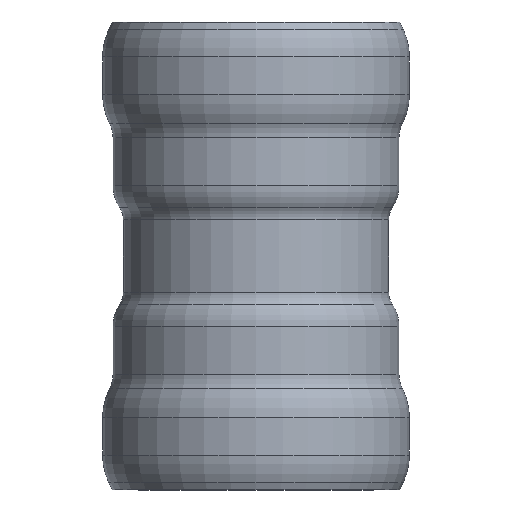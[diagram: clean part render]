
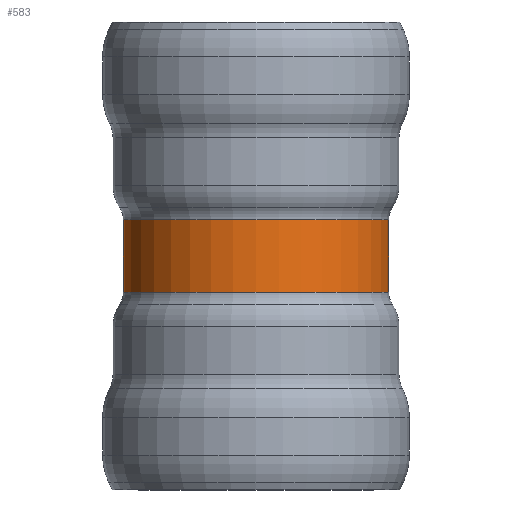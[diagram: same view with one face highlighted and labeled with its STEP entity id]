
A CAD part, front view. The second image highlights one B-rep face of the part: STEP entity #583.
In plain terms, the highlighted cylindrical face has radius 510 mm (diameter 1020 mm), a full revolution.
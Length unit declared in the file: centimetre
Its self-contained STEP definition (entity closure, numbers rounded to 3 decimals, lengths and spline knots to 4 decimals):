
#49=FACE_OUTER_BOUND('',#85,.T.);
#85=EDGE_LOOP('',(#389,#390,#391,#392,#393));
#121=LINE('',#994,#138);
#138=VECTOR('',#749,51.);
#157=CIRCLE('',#625,51.);
#158=CIRCLE('',#626,51.);
#159=CIRCLE('',#627,51.);
#235=VERTEX_POINT('',#991);
#236=VERTEX_POINT('',#993);
#237=VERTEX_POINT('',#995);
#294=EDGE_CURVE('',#235,#235,#157,.T.);
#295=EDGE_CURVE('',#235,#236,#121,.T.);
#296=EDGE_CURVE('',#237,#236,#158,.T.);
#297=EDGE_CURVE('',#236,#237,#159,.T.);
#389=ORIENTED_EDGE('',*,*,#294,.F.);
#390=ORIENTED_EDGE('',*,*,#295,.T.);
#391=ORIENTED_EDGE('',*,*,#296,.F.);
#392=ORIENTED_EDGE('',*,*,#297,.F.);
#393=ORIENTED_EDGE('',*,*,#295,.F.);
#573=CYLINDRICAL_SURFACE('',#624,51.);
#583=ADVANCED_FACE('',(#49),#573,.T.);
#624=AXIS2_PLACEMENT_3D('',#990,#745,#746);
#625=AXIS2_PLACEMENT_3D('',#992,#747,#748);
#626=AXIS2_PLACEMENT_3D('',#996,#750,#751);
#627=AXIS2_PLACEMENT_3D('',#997,#752,#753);
#745=DIRECTION('center_axis',(0.,0.,1.));
#746=DIRECTION('ref_axis',(0.,-1.,0.));
#747=DIRECTION('center_axis',(0.,0.,1.));
#748=DIRECTION('ref_axis',(1.,0.,0.));
#749=DIRECTION('',(0.,0.,-1.));
#750=DIRECTION('center_axis',(0.,0.,-1.));
#751=DIRECTION('ref_axis',(1.,0.,0.));
#752=DIRECTION('center_axis',(0.,0.,-1.));
#753=DIRECTION('ref_axis',(1.,0.,0.));
#990=CARTESIAN_POINT('Origin',(0.,0.,76.034));
#991=CARTESIAN_POINT('',(0.,51.,103.966));
#992=CARTESIAN_POINT('Origin',(0.,0.,103.966));
#993=CARTESIAN_POINT('',(0.,51.,76.034));
#994=CARTESIAN_POINT('',(0.,51.,76.034));
#995=CARTESIAN_POINT('',(0.,-51.,76.034));
#996=CARTESIAN_POINT('Origin',(0.,0.,76.034));
#997=CARTESIAN_POINT('Origin',(0.,0.,76.034));
